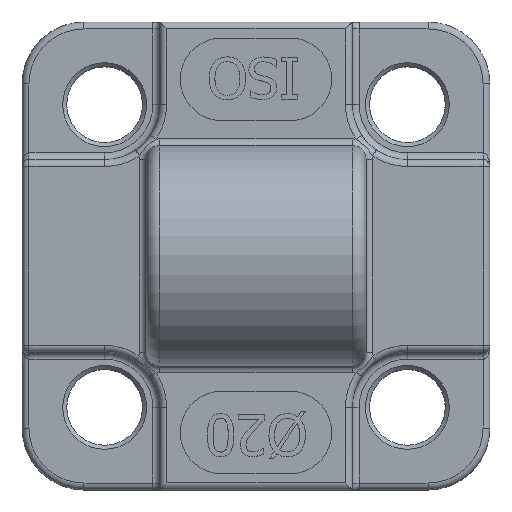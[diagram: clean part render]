
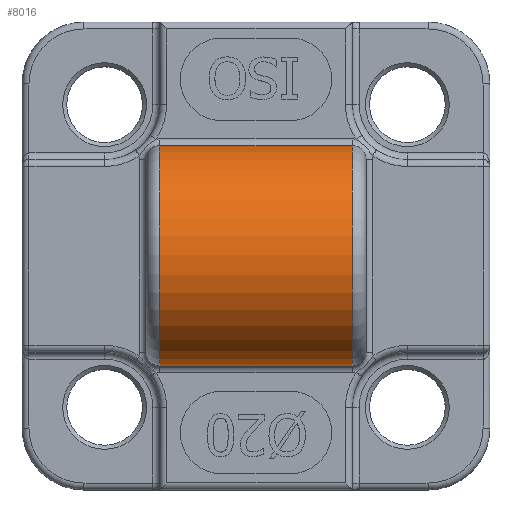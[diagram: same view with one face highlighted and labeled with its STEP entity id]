
A CAD part, top view. The second image highlights one B-rep face of the part: STEP entity #8016.
In plain terms, the highlighted cylindrical face has radius 8 mm (diameter 16 mm), a partial arc.
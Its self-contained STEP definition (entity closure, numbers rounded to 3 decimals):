
#5441=CARTESIAN_POINT('',(-7.,-8.,20.0));
#5442=VERTEX_POINT('',#5441);
#5466=CARTESIAN_POINT('',(7.,-8.,20.0));
#5467=VERTEX_POINT('',#5466);
#5474=CARTESIAN_POINT('',(-7.,-8.,20.0));
#5475=DIRECTION('',(1.0,0.0,0.0));
#5476=VECTOR('',#5475,14.);
#5477=LINE('',#5474,#5476);
#5478=EDGE_CURVE('',#5442,#5467,#5477,.T.);
#5532=CARTESIAN_POINT('',(7.,8.,20.0));
#5533=VERTEX_POINT('',#5532);
#5541=CARTESIAN_POINT('',(7.,0.0,20.0));
#5542=DIRECTION('',(1.0,0.0,0.0));
#5543=DIRECTION('',(0.0,0.0,1.0));
#5544=AXIS2_PLACEMENT_3D('',#5541,#5542,#5543);
#5545=CIRCLE('',#5544,8.0);
#5546=EDGE_CURVE('',#5533,#5467,#5545,.T.);
#5611=CARTESIAN_POINT('',(-7.,8.,20.0));
#5612=VERTEX_POINT('',#5611);
#5635=CARTESIAN_POINT('',(-7.,0.0,20.0));
#5636=DIRECTION('',(-1.0,0.0,0.0));
#5637=DIRECTION('',(0.0,0.0,1.0));
#5638=AXIS2_PLACEMENT_3D('',#5635,#5636,#5637);
#5639=CIRCLE('',#5638,8.0);
#5640=EDGE_CURVE('',#5442,#5612,#5639,.T.);
#8000=CARTESIAN_POINT('',(0.0,0.0,20.0));
#8001=DIRECTION('',(1.0,0.0,0.0));
#8002=DIRECTION('',(0.0,1.0,0.0));
#8003=AXIS2_PLACEMENT_3D('',#8000,#8001,#8002);
#8004=CYLINDRICAL_SURFACE('',#8003,8.0);
#8005=ORIENTED_EDGE('',*,*,#5546,.F.);
#8006=CARTESIAN_POINT('',(-7.,8.,20.0));
#8007=DIRECTION('',(1.0,0.0,0.0));
#8008=VECTOR('',#8007,14.);
#8009=LINE('',#8006,#8008);
#8010=EDGE_CURVE('',#5612,#5533,#8009,.T.);
#8011=ORIENTED_EDGE('',*,*,#8010,.F.);
#8012=ORIENTED_EDGE('',*,*,#5640,.F.);
#8013=ORIENTED_EDGE('',*,*,#5478,.T.);
#8014=EDGE_LOOP('',(#8005,#8011,#8012,#8013));
#8015=FACE_OUTER_BOUND('',#8014,.T.);
#8016=ADVANCED_FACE('',(#8015),#8004,.T.);
